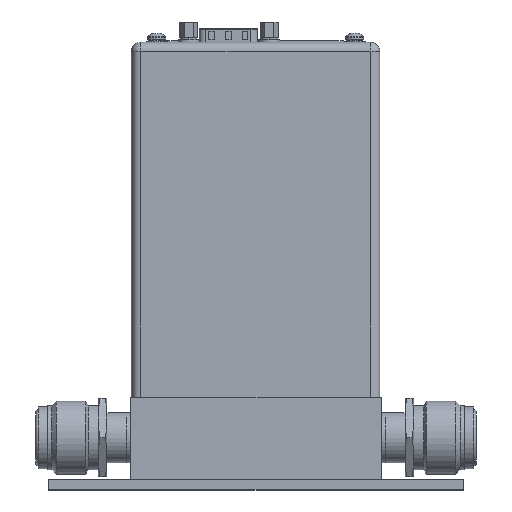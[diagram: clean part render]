
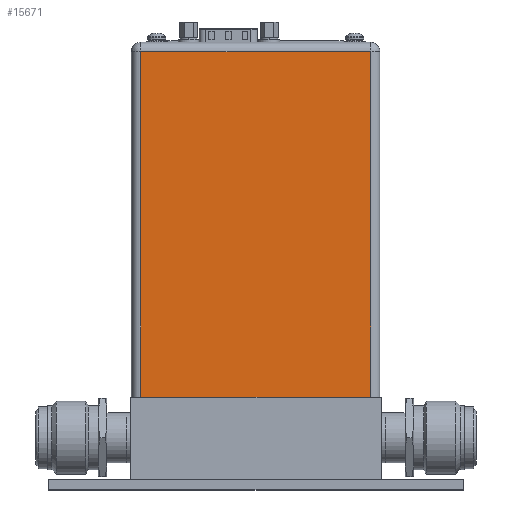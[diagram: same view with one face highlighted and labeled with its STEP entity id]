
A CAD part, top view. The second image highlights one B-rep face of the part: STEP entity #15671.
In plain terms, the highlighted planar face has unit normal (0, 0, 1).
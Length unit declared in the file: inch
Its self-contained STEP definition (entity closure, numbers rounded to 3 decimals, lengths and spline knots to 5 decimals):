
#13623=DIRECTION('',(1.,0.,0.));
#13624=VECTOR('',#13623,2.755);
#13625=CARTESIAN_POINT('',(-1.3775,0.,1.425));
#13626=LINE('',#13625,#13624);
#14271=DIRECTION('',(0.,-1.,0.));
#14272=VECTOR('',#14271,4.14);
#14273=CARTESIAN_POINT('',(1.3775,4.14,1.425));
#14274=LINE('',#14273,#14272);
#14278=DIRECTION('',(0.,-1.,0.));
#14279=VECTOR('',#14278,4.14);
#14280=CARTESIAN_POINT('',(-1.3775,4.14,1.425));
#14281=LINE('',#14280,#14279);
#14285=DIRECTION('',(1.,0.,0.));
#14286=VECTOR('',#14285,2.755);
#14287=CARTESIAN_POINT('',(-1.3775,4.14,1.425));
#14288=LINE('',#14287,#14286);
#15091=CARTESIAN_POINT('',(1.3775,0.,1.425));
#15093=VERTEX_POINT('',#15091);
#15094=CARTESIAN_POINT('',(1.3775,4.14,1.425));
#15095=VERTEX_POINT('',#15094);
#15116=CARTESIAN_POINT('',(-1.3775,0.,1.425));
#15118=VERTEX_POINT('',#15116);
#15120=CARTESIAN_POINT('',(-1.3775,4.14,1.425));
#15121=VERTEX_POINT('',#15120);
#15658=CARTESIAN_POINT('',(-1.4875,0.,1.425));
#15659=DIRECTION('',(0.,0.,1.));
#15660=DIRECTION('',(1.,0.,0.));
#15661=AXIS2_PLACEMENT_3D('',#15658,#15659,#15660);
#15662=PLANE('',#15661);
#15663=ORIENTED_EDGE('',*,*,#15650,.T.);
#15664=ORIENTED_EDGE('',*,*,#15181,.F.);
#15666=ORIENTED_EDGE('',*,*,#15665,.F.);
#15668=ORIENTED_EDGE('',*,*,#15667,.T.);
#15669=EDGE_LOOP('',(#15663,#15664,#15666,#15668));
#15670=FACE_OUTER_BOUND('',#15669,.F.);
#15671=ADVANCED_FACE('',(#15670),#15662,.T.);
#15181=EDGE_CURVE('',#15118,#15093,#13626,.T.);
#15650=EDGE_CURVE('',#15095,#15093,#14274,.T.);
#15665=EDGE_CURVE('',#15121,#15118,#14281,.T.);
#15667=EDGE_CURVE('',#15121,#15095,#14288,.T.);
